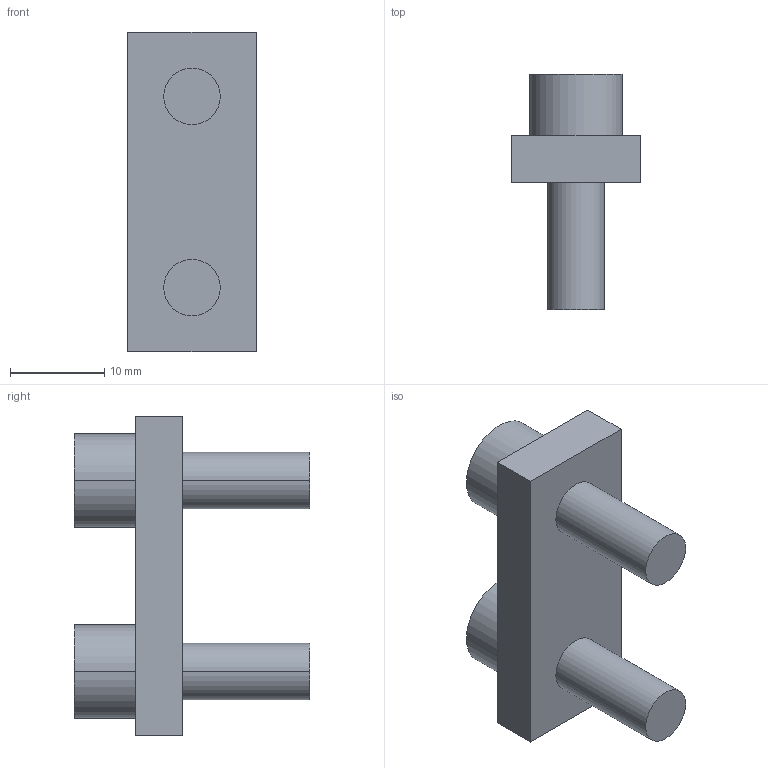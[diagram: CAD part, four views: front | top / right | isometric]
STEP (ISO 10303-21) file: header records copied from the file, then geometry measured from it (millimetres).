
FILE_DESCRIPTION(('STEP AP214'),'1');
FILE_NAME('cctmp_3643F642-1A57-4461-B591-0CBB47475274_2023_07_24_22_15_51_0907..stp','2023-07-24T20:15:52',('SIEMENS A&D'),('CADClick - www.CADClick.com'),'Spatial InterOp 3D postprocessed',' ','unknown authorization');
FILE_SCHEMA(('AUTOMOTIVE_DESIGN'));
Length unit declared in the file: millimetre
Products named in the file (1): 2023_07_24_22_15_51_0907
Bounding box: 13.6 x 25 x 33.9 mm (x, y, z)
Volume: 3840.4 mm3; surface area: 2480.9 mm2
Topology: 1 solids, 1 shells, 32 faces, 72 edges, 48 vertices
Faces by surface type: plane 20, cylinder 12
Entity records: 1034 total; most frequent: DIRECTION 170, CARTESIAN_POINT 153, ORIENTED_EDGE 144, EDGE_CURVE 72, AXIS2_PLACEMENT_3D 65, VERTEX_POINT 48, LINE 40, VECTOR 40
